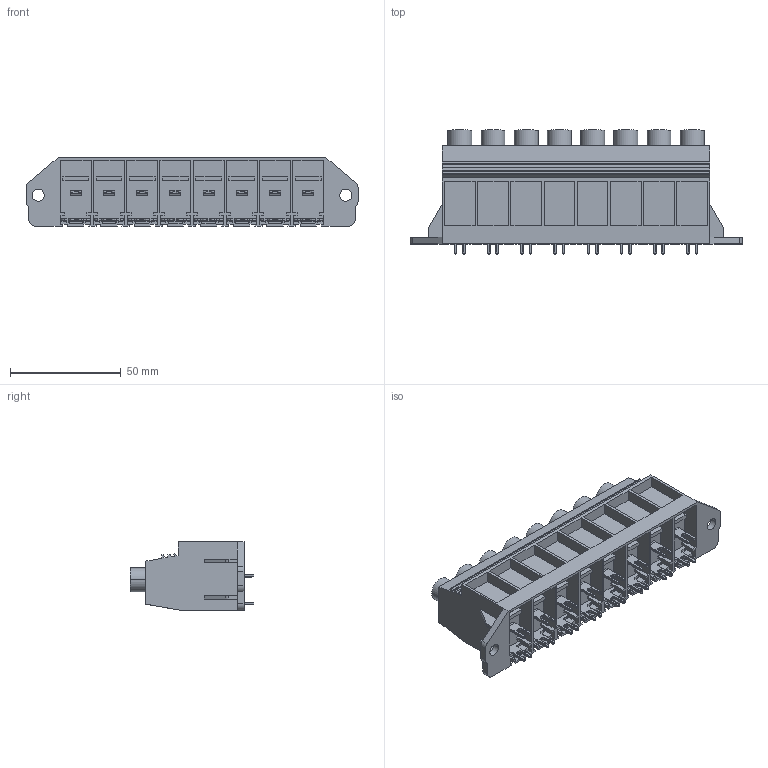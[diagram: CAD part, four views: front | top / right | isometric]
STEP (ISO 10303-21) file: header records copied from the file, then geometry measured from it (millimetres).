
FILE_DESCRIPTION(('CATIA V5 STEP Exchange'),'2;1');
FILE_NAME ('D1451666_0_1386740000_1386740000.stp','2016-10-04T09:57:48+00:00',('none'),('Weidmueller'),'CATIA Version 5-6 Release 2014','CATIA V5 STEP AP203','none');
FILE_SCHEMA(('CONFIG_CONTROL_DESIGN'));
Length unit declared in the file: millimetre
Products named in the file (1): 1386740000_S
Bounding box: 150 x 56 x 31 mm (x, y, z)
Volume: 120188 mm3; surface area: 40918.5 mm2
Topology: 25 solids, 25 shells, 1495 faces, 4212 edges, 2799 vertices
Faces by surface type: plane 1023, cylinder 468, extrusion 4
Entity records: 44876 total; most frequent: CARTESIAN_POINT 9965, ORIENTED_EDGE 8424, DIRECTION 5302, EDGE_CURVE 4212, VECTOR 3100, LINE 3096, VERTEX_POINT 2799, EDGE_LOOP 1531
